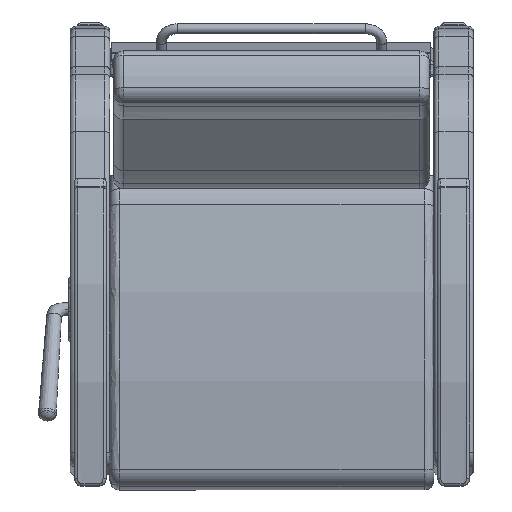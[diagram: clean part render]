
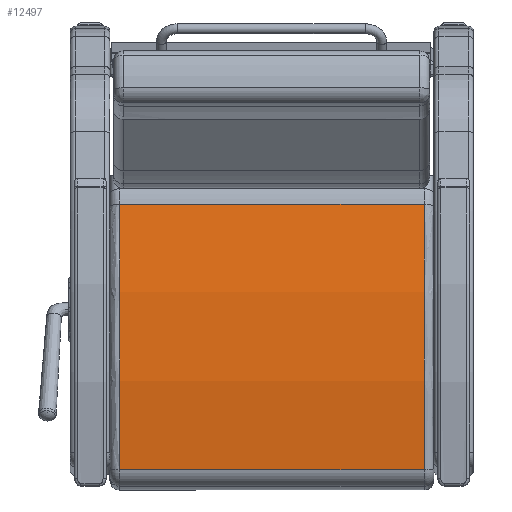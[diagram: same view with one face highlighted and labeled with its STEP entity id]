
A CAD part, front view. The second image highlights one B-rep face of the part: STEP entity #12497.
In plain terms, the highlighted free-form (B-spline) face has degree [1, 2] with [2, 3] control points.
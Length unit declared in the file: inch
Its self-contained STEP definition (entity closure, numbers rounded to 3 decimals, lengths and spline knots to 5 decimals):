
#30=(
BOUNDED_SURFACE()
B_SPLINE_SURFACE(1,2,((#21262,#21263,#21264),(#21265,#21266,#21267)),
 .UNSPECIFIED.,.F.,.F.,.F.)
B_SPLINE_SURFACE_WITH_KNOTS((2,2),(3,3),(-0.19254,0.19254),
(1.36178,1.69928),.UNSPECIFIED.)
GEOMETRIC_REPRESENTATION_ITEM()
RATIONAL_B_SPLINE_SURFACE(((1.,0.986,1.),(1.,0.986,
1.)))
REPRESENTATION_ITEM('')
SURFACE()
);
#1102=ELLIPSE('',#13867,60.05357,60.);
#1112=ELLIPSE('',#13895,60.05357,60.);
#1396=LINE('',#21260,#2145);
#1397=LINE('',#21269,#2146);
#2145=VECTOR('',#16207,0.3937);
#2146=VECTOR('',#16210,0.3937);
#3081=FACE_OUTER_BOUND('',#3957,.T.);
#3957=EDGE_LOOP('',(#9272,#9273,#9274,#9275));
#5753=VERTEX_POINT('',#21052);
#5754=VERTEX_POINT('',#21053);
#5779=VERTEX_POINT('',#21259);
#5780=VERTEX_POINT('',#21268);
#7035=EDGE_CURVE('',#5753,#5754,#1102,.T.);
#7073=EDGE_CURVE('',#5754,#5779,#1396,.T.);
#7075=EDGE_CURVE('',#5753,#5780,#1397,.T.);
#7076=EDGE_CURVE('',#5779,#5780,#1112,.T.);
#9272=ORIENTED_EDGE('',*,*,#7035,.F.);
#9273=ORIENTED_EDGE('',*,*,#7075,.T.);
#9274=ORIENTED_EDGE('',*,*,#7076,.F.);
#9275=ORIENTED_EDGE('',*,*,#7073,.F.);
#12497=ADVANCED_FACE('',(#3081),#30,.F.);
#13867=AXIS2_PLACEMENT_3D('',#21054,#16139,#16140);
#13895=AXIS2_PLACEMENT_3D('',#21270,#16211,#16212);
#16139=DIRECTION('center_axis',(0.,0.,-1.));
#16140=DIRECTION('ref_axis',(1.,0.,0.));
#16207=DIRECTION('',(0.,0.,1.));
#16210=DIRECTION('',(0.,0.,1.));
#16211=DIRECTION('center_axis',(0.,0.,1.));
#16212=DIRECTION('ref_axis',(1.,0.,0.));
#21052=CARTESIAN_POINT('',(-10.04459,1.25621,-11.5625));
#21053=CARTESIAN_POINT('',(10.1114,0.44486,-11.5625));
#21054=CARTESIAN_POINT('Origin',(-2.34979,-58.24922,-11.5625));
#21259=CARTESIAN_POINT('',(10.1114,0.44486,11.5625));
#21260=CARTESIAN_POINT('',(10.1114,0.44486,0.));
#21262=CARTESIAN_POINT('Ctrl Pts',(10.1114,0.44486,-11.5625));
#21263=CARTESIAN_POINT('Ctrl Pts',(0.10258,2.56602,-11.5625));
#21264=CARTESIAN_POINT('Ctrl Pts',(-10.04459,1.25621,-11.5625));
#21265=CARTESIAN_POINT('Ctrl Pts',(10.1114,0.44486,11.5625));
#21266=CARTESIAN_POINT('Ctrl Pts',(0.10258,2.56602,11.5625));
#21267=CARTESIAN_POINT('Ctrl Pts',(-10.04459,1.25621,11.5625));
#21268=CARTESIAN_POINT('',(-10.04459,1.25621,11.5625));
#21269=CARTESIAN_POINT('',(-10.04459,1.25621,0.));
#21270=CARTESIAN_POINT('Origin',(-2.34979,-58.24922,11.5625));
